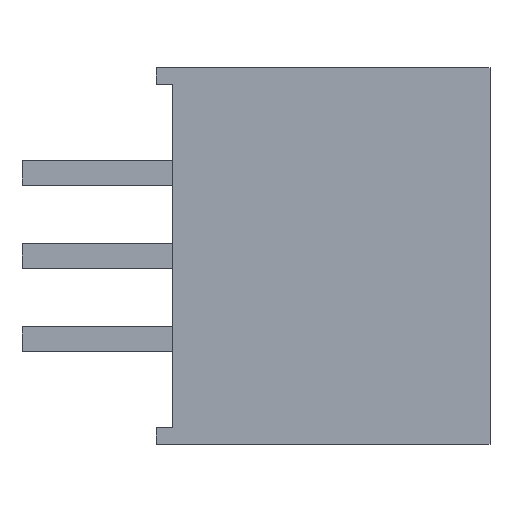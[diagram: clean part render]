
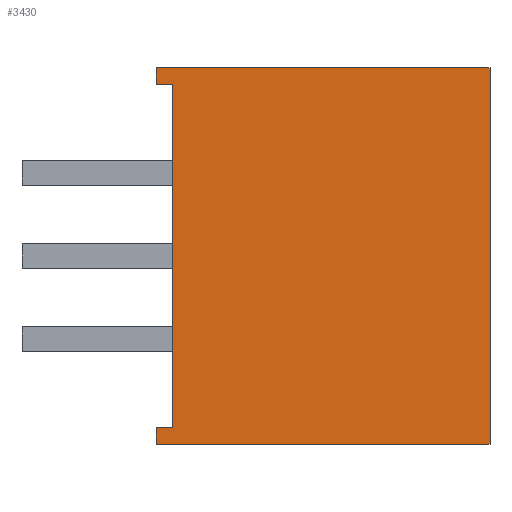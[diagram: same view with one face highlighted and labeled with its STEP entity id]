
A CAD part, left-side view. The second image highlights one B-rep face of the part: STEP entity #3430.
In plain terms, the highlighted planar face has unit normal (-1, 0, 0).
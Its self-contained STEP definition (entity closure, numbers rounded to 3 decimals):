
#2876 = VERTEX_POINT('',#2877);
#2877 = CARTESIAN_POINT('',(-3.8,0.,-5.75));
#2894 = VERTEX_POINT('',#2895);
#2895 = CARTESIAN_POINT('',(-3.8,0.,5.75));
#2901 = EDGE_CURVE('',#2894,#2876,#2902,.T.);
#2902 = LINE('',#2903,#2904);
#2903 = CARTESIAN_POINT('',(-3.8,0.,5.75));
#2904 = VECTOR('',#2905,1.);
#2905 = DIRECTION('',(0.,0.,-1.));
#3310 = VERTEX_POINT('',#3311);
#3311 = CARTESIAN_POINT('',(-3.8,9.7,5.25));
#3317 = EDGE_CURVE('',#3318,#3310,#3320,.T.);
#3318 = VERTEX_POINT('',#3319);
#3319 = CARTESIAN_POINT('',(-3.8,10.2,5.25));
#3320 = LINE('',#3321,#3322);
#3321 = CARTESIAN_POINT('',(-3.8,5.1,5.25));
#3322 = VECTOR('',#3323,1.);
#3323 = DIRECTION('',(0.,-1.,0.));
#3412 = VERTEX_POINT('',#3413);
#3413 = CARTESIAN_POINT('',(-3.8,9.7,-5.25));
#3419 = EDGE_CURVE('',#3310,#3412,#3420,.T.);
#3420 = LINE('',#3421,#3422);
#3421 = CARTESIAN_POINT('',(-3.8,9.7,2.875));
#3422 = VECTOR('',#3423,1.);
#3423 = DIRECTION('',(0.,0.,-1.));
#3430 = ADVANCED_FACE('',(#3431),#3472,.T.);
#3431 = FACE_BOUND('',#3432,.T.);
#3432 = EDGE_LOOP('',(#3433,#3434,#3435,#3443,#3451,#3457,#3458,#3466));
#3433 = ORIENTED_EDGE('',*,*,#3317,.T.);
#3434 = ORIENTED_EDGE('',*,*,#3419,.T.);
#3435 = ORIENTED_EDGE('',*,*,#3436,.T.);
#3436 = EDGE_CURVE('',#3412,#3437,#3439,.T.);
#3437 = VERTEX_POINT('',#3438);
#3438 = CARTESIAN_POINT('',(-3.8,10.2,-5.25));
#3439 = LINE('',#3440,#3441);
#3440 = CARTESIAN_POINT('',(-3.8,5.1,-5.25));
#3441 = VECTOR('',#3442,1.);
#3442 = DIRECTION('',(0.,1.,0.));
#3443 = ORIENTED_EDGE('',*,*,#3444,.T.);
#3444 = EDGE_CURVE('',#3437,#3445,#3447,.T.);
#3445 = VERTEX_POINT('',#3446);
#3446 = CARTESIAN_POINT('',(-3.8,10.2,-5.75));
#3447 = LINE('',#3448,#3449);
#3448 = CARTESIAN_POINT('',(-3.8,10.2,5.75));
#3449 = VECTOR('',#3450,1.);
#3450 = DIRECTION('',(0.,0.,-1.));
#3451 = ORIENTED_EDGE('',*,*,#3452,.F.);
#3452 = EDGE_CURVE('',#2876,#3445,#3453,.T.);
#3453 = LINE('',#3454,#3455);
#3454 = CARTESIAN_POINT('',(-3.8,0.,-5.75));
#3455 = VECTOR('',#3456,1.);
#3456 = DIRECTION('',(0.,1.,0.));
#3457 = ORIENTED_EDGE('',*,*,#2901,.F.);
#3458 = ORIENTED_EDGE('',*,*,#3459,.T.);
#3459 = EDGE_CURVE('',#2894,#3460,#3462,.T.);
#3460 = VERTEX_POINT('',#3461);
#3461 = CARTESIAN_POINT('',(-3.8,10.2,5.75));
#3462 = LINE('',#3463,#3464);
#3463 = CARTESIAN_POINT('',(-3.8,0.,5.75));
#3464 = VECTOR('',#3465,1.);
#3465 = DIRECTION('',(0.,1.,0.));
#3466 = ORIENTED_EDGE('',*,*,#3467,.T.);
#3467 = EDGE_CURVE('',#3460,#3318,#3468,.T.);
#3468 = LINE('',#3469,#3470);
#3469 = CARTESIAN_POINT('',(-3.8,10.2,5.75));
#3470 = VECTOR('',#3471,1.);
#3471 = DIRECTION('',(0.,0.,-1.));
#3472 = PLANE('',#3473);
#3473 = AXIS2_PLACEMENT_3D('',#3474,#3475,#3476);
#3474 = CARTESIAN_POINT('',(-3.8,0.,5.75));
#3475 = DIRECTION('',(-1.,0.,0.));
#3476 = DIRECTION('',(0.,0.,1.));
